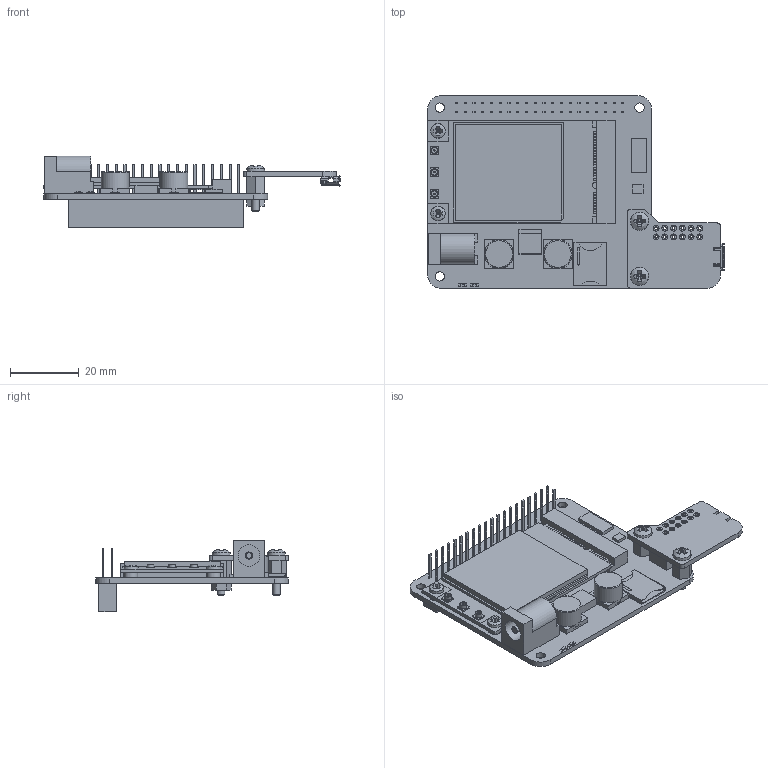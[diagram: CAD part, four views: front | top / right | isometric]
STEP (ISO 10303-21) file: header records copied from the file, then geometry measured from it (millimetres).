
FILE_DESCRIPTION(/* description */ (''),/* implementation_level */ '2;1');
FILE_NAME(/* name */ 'CANDY Pi Lite_拡張基板あり.stp',/* time_stamp */ '2019-05-31T15:22:47+09:00',/* author */ ('uchimura'),/* organization */ (''),/* preprocessor_version */ 'ST-DEVELOPER v16.5',/* originating_system */ 'Autodesk Inventor 2017',/* authorisation */ '');
FILE_SCHEMA (('AUTOMOTIVE_DESIGN { 1 0 10303 214 3 1 1 }'));
Length unit declared in the file: millimetre
Products named in the file (10): CANDY Pi Lite_拡張基板あり; CANDY Pi Lite Rev3; EC21-J; 拡張基板; 拡張基板_1; ZX62R-B-5P; FB-2604EB; FB-0204EB; BSB-2605E; FNT-26EB-2
Assembly tree (12 placements, depth 3):
  CANDY Pi Lite_拡張基板あり
    CANDY Pi Lite Rev3
    EC21-J
    拡張基板
      拡張基板_1
      ZX62R-B-5P
    FB-2604EB  x2
    FB-0204EB  x2
    BSB-2605E  x2
    FNT-26EB-2
Bounding box: 86.1 x 56 x 20.85 mm (x, y, z)
Volume: 15511.7 mm3; surface area: 17890.7 mm2
Topology: 11 solids, 11 shells, 1512 faces, 3882 edges, 2526 vertices
Faces by surface type: plane 1207, cylinder 265, cone 26, bspline 8, torus 3, sphere 3
Full cylindrical faces by diameter (mm): 0.4 x5, 0.8 x12, 1.567 x4, 1.7 x27, 2 x3, 2.1 x1, 2.113 x7, 2.6 x2, 2.7 x7, 4 x2, 6.3 x1, 8.2 x2
Entity records: 43591 total; most frequent: CARTESIAN_POINT 7680, ORIENTED_EDGE 7112, DIRECTION 6951, EDGE_CURVE 3556, LINE 2947, VECTOR 2947, VERTEX_POINT 2365, AXIS2_PLACEMENT_3D 2002
